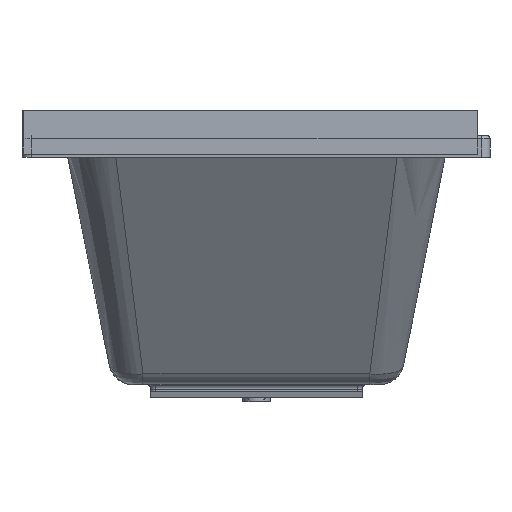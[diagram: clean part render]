
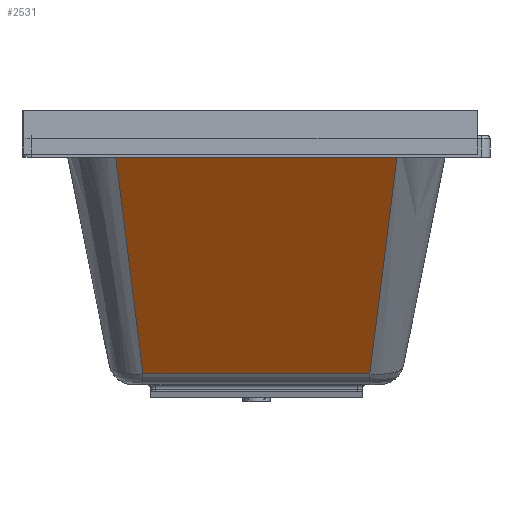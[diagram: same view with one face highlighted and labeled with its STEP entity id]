
A CAD part, left-side view. The second image highlights one B-rep face of the part: STEP entity #2531.
In plain terms, the highlighted planar face has unit normal (-0.829, 0, -0.559).
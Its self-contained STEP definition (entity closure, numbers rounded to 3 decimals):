
#2001=CARTESIAN_POINT('',(211.332,-449.846,-382.819));
#2002=VERTEX_POINT('',#2001);
#2067=CARTESIAN_POINT('',(211.332,-85.551,-382.819));
#2068=VERTEX_POINT('',#2067);
#2078=CARTESIAN_POINT('',(211.332,-449.846,-382.819));
#2079=DIRECTION('',(0.0,1.0,0.0));
#2080=VECTOR('',#2079,364.295);
#2081=LINE('',#2078,#2080);
#2082=EDGE_CURVE('',#2002,#2068,#2081,.T.);
#2446=CARTESIAN_POINT('',(-40.581,-38.901,-9.615));
#2447=VERTEX_POINT('',#2446);
#2448=CARTESIAN_POINT('',(-40.581,-38.901,-9.615));
#2449=DIRECTION('',(0.556,-0.103,-0.824));
#2450=VECTOR('',#2449,452.679);
#2451=LINE('',#2448,#2450);
#2452=EDGE_CURVE('',#2447,#2068,#2451,.T.);
#2508=CARTESIAN_POINT('',(-47.071,-497.699,0.0));
#2509=DIRECTION('',(-0.829,0.,-0.559));
#2510=DIRECTION('',(-0.559,0.,0.829));
#2511=AXIS2_PLACEMENT_3D('',#2508,#2509,#2510);
#2512=PLANE('',#2511);
#2513=ORIENTED_EDGE('',*,*,#2082,.F.);
#2514=CARTESIAN_POINT('',(-40.581,-496.497,-9.615));
#2515=VERTEX_POINT('',#2514);
#2516=CARTESIAN_POINT('',(-40.581,-496.497,-9.615));
#2517=DIRECTION('',(0.556,0.103,-0.824));
#2518=VECTOR('',#2517,452.679);
#2519=LINE('',#2516,#2518);
#2520=EDGE_CURVE('',#2515,#2002,#2519,.T.);
#2521=ORIENTED_EDGE('',*,*,#2520,.F.);
#2522=CARTESIAN_POINT('',(-40.581,-496.497,-9.615));
#2523=DIRECTION('',(0.0,1.0,0.0));
#2524=VECTOR('',#2523,457.596);
#2525=LINE('',#2522,#2524);
#2526=EDGE_CURVE('',#2515,#2447,#2525,.T.);
#2527=ORIENTED_EDGE('',*,*,#2526,.T.);
#2528=ORIENTED_EDGE('',*,*,#2452,.T.);
#2529=EDGE_LOOP('',(#2513,#2521,#2527,#2528));
#2530=FACE_OUTER_BOUND('',#2529,.T.);
#2531=ADVANCED_FACE('',(#2530),#2512,.T.);
